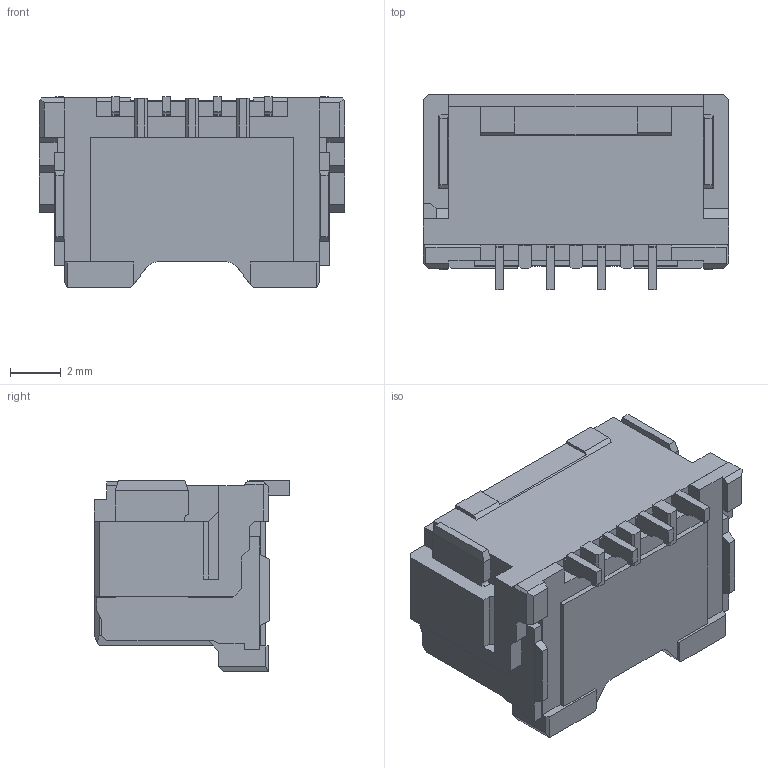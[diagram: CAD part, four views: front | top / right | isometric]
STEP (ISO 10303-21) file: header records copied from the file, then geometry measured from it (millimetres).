
FILE_DESCRIPTION((''),'2;1');
FILE_NAME('5024430470','2016-07-15T',('gsharma'),(''),'PRO/ENGINEER BY PARAMETRIC TECHNOLOGY CORPORATION, 2012310','PRO/ENGINEER BY PARAMETRIC TECHNOLOGY CORPORATION, 2012310','');
FILE_SCHEMA(('CONFIG_CONTROL_DESIGN'));
Length unit declared in the file: millimetre
Products named in the file (1): 5024430470
Bounding box: 12 x 7.7 x 7.5 mm (x, y, z)
Volume: 295.1 mm3; surface area: 700.5 mm2
Topology: 1 solids, 1 shells, 418 faces, 1226 edges, 803 vertices
Faces by surface type: plane 380, cylinder 36, cone 2
Entity records: 13626 total; most frequent: CARTESIAN_POINT 2491, ORIENTED_EDGE 2404, DIRECTION 2114, EDGE_CURVE 1202, VECTOR 1140, LINE 1140, VERTEX_POINT 779, AXIS2_PLACEMENT_3D 487
